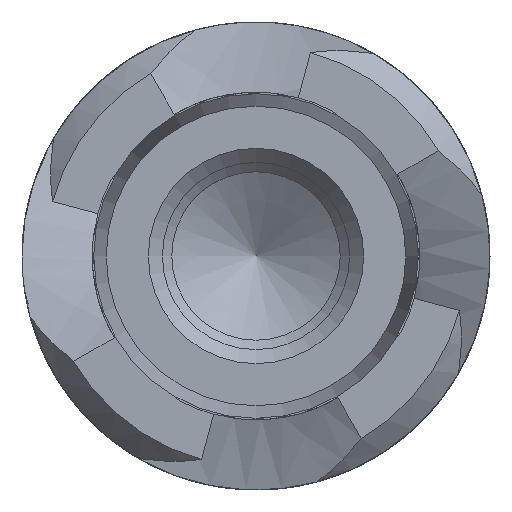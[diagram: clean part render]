
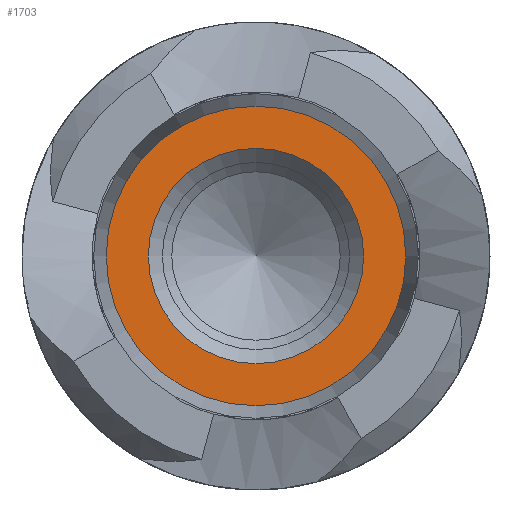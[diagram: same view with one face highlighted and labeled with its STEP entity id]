
A CAD part, left-side view. The second image highlights one B-rep face of the part: STEP entity #1703.
In plain terms, the highlighted planar face has unit normal (-1, 0, 0).
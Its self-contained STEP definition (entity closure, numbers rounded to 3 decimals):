
#68=FACE_BOUND('',#217,.T.);
#71=PLANE('',#1828);
#117=FACE_OUTER_BOUND('',#216,.T.);
#216=EDGE_LOOP('',(#1277));
#217=EDGE_LOOP('',(#1278));
#285=CIRCLE('',#1827,3.2);
#286=CIRCLE('',#1829,2.3);
#744=VERTEX_POINT('',#6277);
#745=VERTEX_POINT('',#6281);
#961=EDGE_CURVE('',#744,#744,#285,.T.);
#963=EDGE_CURVE('',#745,#745,#286,.T.);
#1277=ORIENTED_EDGE('',*,*,#961,.T.);
#1278=ORIENTED_EDGE('',*,*,#963,.T.);
#1703=ADVANCED_FACE('',(#117,#68),#71,.T.);
#1827=AXIS2_PLACEMENT_3D('',#6278,#2015,#2016);
#1828=AXIS2_PLACEMENT_3D('',#6280,#2018,#2019);
#1829=AXIS2_PLACEMENT_3D('',#6282,#2020,#2021);
#2015=DIRECTION('center_axis',(-1.,0.,0.));
#2016=DIRECTION('ref_axis',(0.,1.,0.));
#2018=DIRECTION('center_axis',(-1.,0.,0.));
#2019=DIRECTION('ref_axis',(0.,1.,0.));
#2020=DIRECTION('center_axis',(1.,0.,0.));
#2021=DIRECTION('ref_axis',(0.,1.,0.));
#6277=CARTESIAN_POINT('',(16.,-3.2,0.));
#6278=CARTESIAN_POINT('Origin',(16.,0.,0.));
#6280=CARTESIAN_POINT('Origin',(16.,0.,0.));
#6281=CARTESIAN_POINT('',(16.,0.,2.3));
#6282=CARTESIAN_POINT('Origin',(16.,0.,0.));
